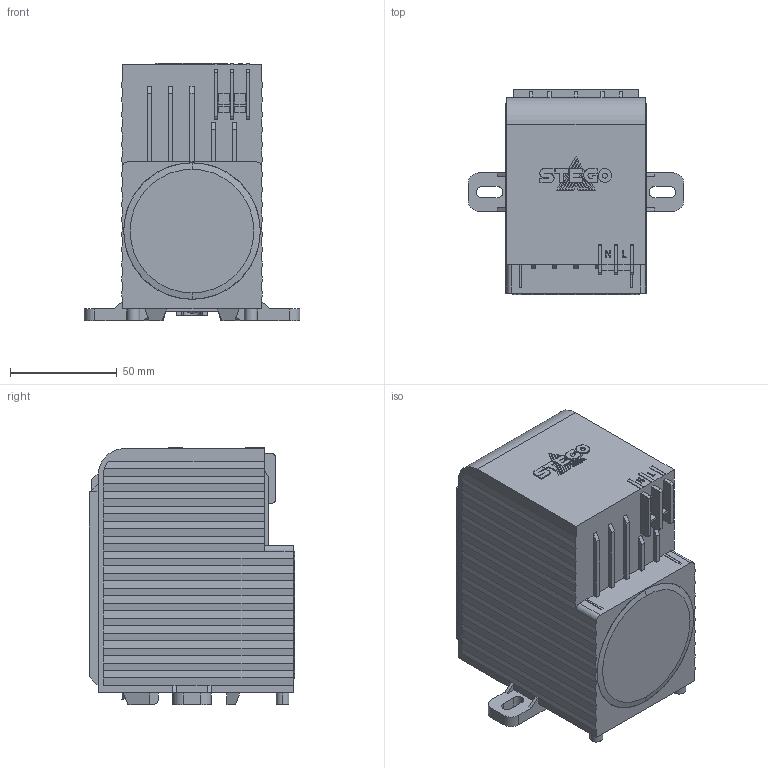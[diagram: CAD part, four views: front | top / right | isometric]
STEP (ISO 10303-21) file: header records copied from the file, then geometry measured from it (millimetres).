
FILE_DESCRIPTION (( 'STEP AP214' ), '1' );
FILE_NAME ('03230.0-00_EPLAN_CS032_EPLAN~0.STEP', '2024-08-20T13:31:20', ( '' ), ( '' ), 'SwSTEP 2.0', 'SolidWorks 2024', '' );
FILE_SCHEMA (( 'AUTOMOTIVE_DESIGN' ));
Length unit declared in the file: millimetre
Products named in the file (1): 03230.0-00_EPLAN_CS032_EPLAN~0
Bounding box: 101 x 96.1 x 120.6 mm (x, y, z)
Volume: 675850.7 mm3; surface area: 52579.6 mm2
Topology: 1 solids, 1 shells, 578 faces, 1594 edges, 1035 vertices
Faces by surface type: plane 461, bspline 80, cylinder 35, cone 2
Entity records: 18738 total; most frequent: CARTESIAN_POINT 4707, ORIENTED_EDGE 3188, DIRECTION 2444, EDGE_CURVE 1594, LINE 1284, VECTOR 1284, VERTEX_POINT 1035, EDGE_LOOP 599
